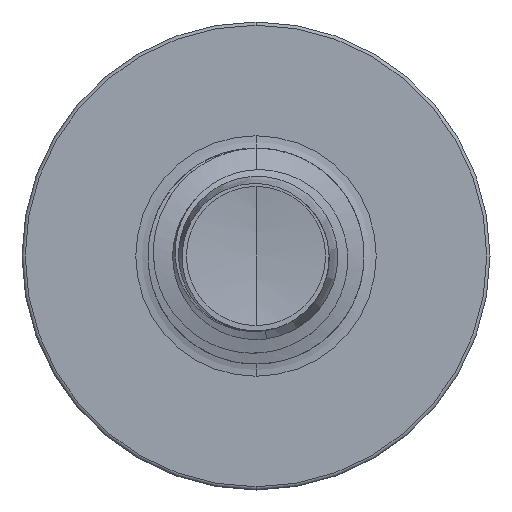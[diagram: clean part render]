
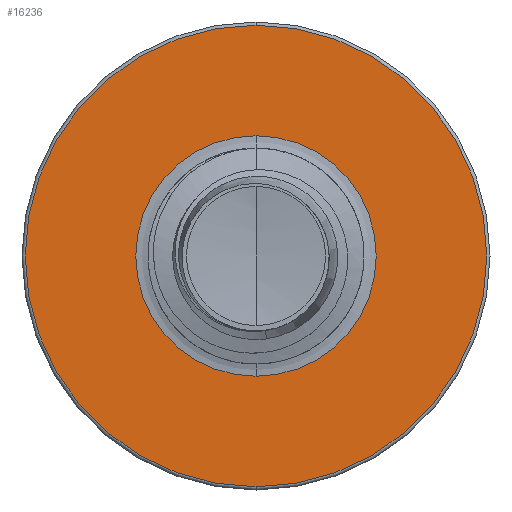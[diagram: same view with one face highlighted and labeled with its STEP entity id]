
A CAD part, front view. The second image highlights one B-rep face of the part: STEP entity #16236.
In plain terms, the highlighted planar face has unit normal (0, -1, 0).
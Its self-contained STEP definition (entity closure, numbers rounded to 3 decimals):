
#171 = DIRECTION ( 'NONE',  ( 0., 0., 1. ) ) ;
#178 = DIRECTION ( 'NONE',  ( 0., 1., 0. ) ) ;
#216 = CARTESIAN_POINT ( 'NONE',  ( 0., 5.5, 0. ) ) ;
#482 = DIRECTION ( 'NONE',  ( 0., 1., 0. ) ) ;
#607 = CARTESIAN_POINT ( 'NONE',  ( 0., 5.5, -1.67 ) ) ;
#912 = PLANE ( 'NONE',  #1251 ) ;
#1251 = AXIS2_PLACEMENT_3D ( 'NONE', #607, #482, #9173 ) ;
#2808 = VERTEX_POINT ( 'NONE', #6620 ) ;
#3028 = AXIS2_PLACEMENT_3D ( 'NONE', #216, #178, #171 ) ;
#3240 = EDGE_CURVE ( 'NONE', #16054, #2808, #5349, .T. ) ;
#5349 = CIRCLE ( 'NONE', #14456, 3.205 ) ;
#5726 = AXIS2_PLACEMENT_3D ( 'NONE', #9291, #9267, #9236 ) ;
#5782 = DIRECTION ( 'NONE',  ( 0., 1., 0. ) ) ;
#5786 = CARTESIAN_POINT ( 'NONE',  ( 0., 5.5, 0. ) ) ;
#6620 = CARTESIAN_POINT ( 'NONE',  ( 0., 5.5, 3.205 ) ) ;
#6938 = CARTESIAN_POINT ( 'NONE',  ( 0., 5.5, -3.205 ) ) ;
#7211 = CARTESIAN_POINT ( 'NONE',  ( 0., 5.5, -1.67 ) ) ;
#7578 = DIRECTION ( 'NONE',  ( 0., 0., 1. ) ) ;
#7878 = ORIENTED_EDGE ( 'NONE', *, *, #15511, .T. ) ;
#8386 = VERTEX_POINT ( 'NONE', #12687 ) ;
#8519 = CIRCLE ( 'NONE', #3028, 1.67 ) ;
#9079 = DIRECTION ( 'NONE',  ( 0., 0., 1. ) ) ;
#9173 = DIRECTION ( 'NONE',  ( 0., 0., 1. ) ) ;
#9236 = DIRECTION ( 'NONE',  ( 0., 0., 1. ) ) ;
#9267 = DIRECTION ( 'NONE',  ( 0., 1., 0. ) ) ;
#9291 = CARTESIAN_POINT ( 'NONE',  ( 0., 5.5, 0. ) ) ;
#9292 = DIRECTION ( 'NONE',  ( 0., 1., 0. ) ) ;
#9344 = CARTESIAN_POINT ( 'NONE',  ( 0., 5.5, 0. ) ) ;
#10056 = CIRCLE ( 'NONE', #5726, 3.205 ) ;
#11871 = ORIENTED_EDGE ( 'NONE', *, *, #3240, .F. ) ;
#12208 = AXIS2_PLACEMENT_3D ( 'NONE', #9344, #9292, #9079 ) ;
#12687 = CARTESIAN_POINT ( 'NONE',  ( 0., 5.5, 1.67 ) ) ;
#13507 = FACE_OUTER_BOUND ( 'NONE', #16340, .T. ) ;
#14234 = ORIENTED_EDGE ( 'NONE', *, *, #14846, .F. ) ;
#14256 = EDGE_LOOP ( 'NONE', ( #7878, #15970 ) ) ;
#14456 = AXIS2_PLACEMENT_3D ( 'NONE', #5786, #5782, #7578 ) ;
#14846 = EDGE_CURVE ( 'NONE', #2808, #16054, #10056, .T. ) ;
#15511 = EDGE_CURVE ( 'NONE', #8386, #16051, #8519, .T. ) ;
#15752 = CIRCLE ( 'NONE', #12208, 1.67 ) ;
#15970 = ORIENTED_EDGE ( 'NONE', *, *, #16194, .T. ) ;
#16051 = VERTEX_POINT ( 'NONE', #7211 ) ;
#16054 = VERTEX_POINT ( 'NONE', #6938 ) ;
#16194 = EDGE_CURVE ( 'NONE', #16051, #8386, #15752, .T. ) ;
#16236 = ADVANCED_FACE ( 'NONE', ( #13507, #16262 ), #912, .F. ) ;
#16262 = FACE_BOUND ( 'NONE', #14256, .T. ) ;
#16340 = EDGE_LOOP ( 'NONE', ( #14234, #11871 ) ) ;
